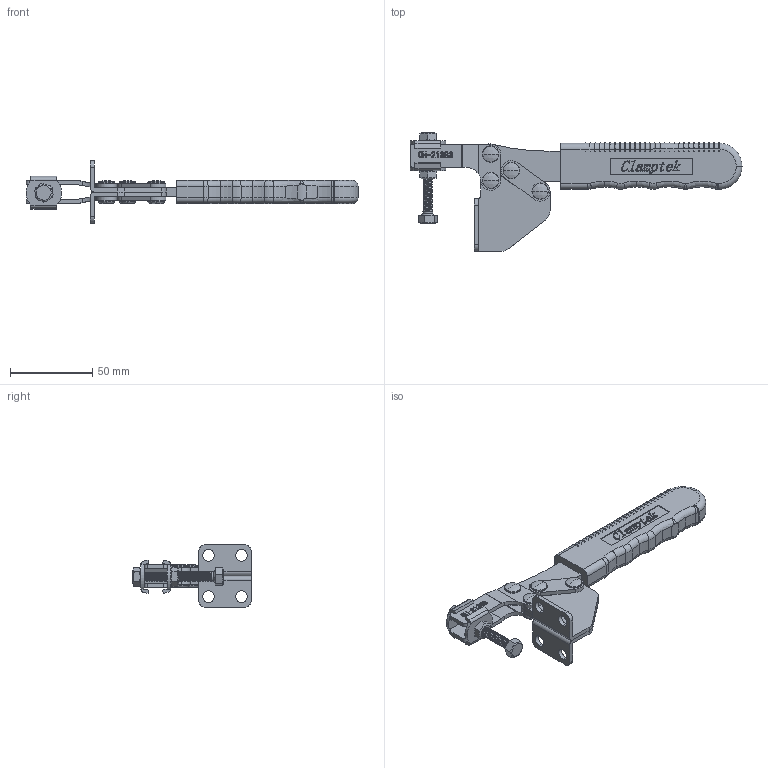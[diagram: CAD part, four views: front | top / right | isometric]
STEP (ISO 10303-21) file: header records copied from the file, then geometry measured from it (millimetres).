
FILE_DESCRIPTION (( 'STEP AP203' ), '1' );
FILE_NAME ('CH-21383.STEP', '2011-05-16T11:56:13', ( '微软用户' ), ( '微软中国' ), 'SwSTEP 2.0', 'SolidWorks 2010', '' );
FILE_SCHEMA (( 'CONFIG_CONTROL_DESIGN' ));
Length unit declared in the file: millimetre
Products named in the file (10): 21383-01; FW516; M6; CH-21383; 21383-02; 21382-03; 21382-04; 21382-06; 065010; 21382-05
Assembly tree (15 placements, depth 2):
  CH-21383
    21382-06  x4
    065010
    FW516  x2
    21382-04  x2
    21382-05
    21382-03
    M6  x2
    21383-01
    21383-02
Bounding box: 201.51 x 72.04 x 38 mm (x, y, z)
Volume: 64637.2 mm3; surface area: 39401.7 mm2
Topology: 17 solids, 17 shells, 1490 faces, 3890 edges, 2485 vertices
Faces by surface type: plane 585, cylinder 371, bspline 362, torus 114, cone 44, sphere 14
Entity records: 76253 total; most frequent: CARTESIAN_POINT 43731, ORIENTED_EDGE 7116, DIRECTION 5472, EDGE_CURVE 3558, VERTEX_POINT 2281, LINE 2030, VECTOR 2030, AXIS2_PLACEMENT_3D 1721
